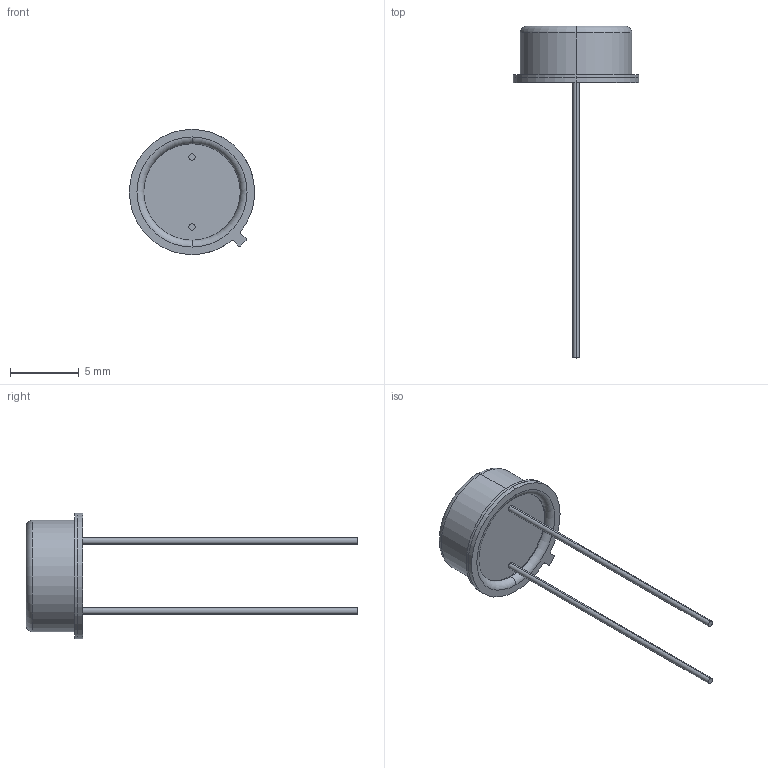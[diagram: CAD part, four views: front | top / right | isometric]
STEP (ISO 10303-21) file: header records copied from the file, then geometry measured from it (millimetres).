
FILE_DESCRIPTION (( 'STEP AP214' ), '1' );
FILE_NAME ('S1226-5BQ.STEP', '2024-12-29T01:40:26', ( '' ), ( '' ), 'SwSTEP 2.0', 'SolidWorks 2022', '' );
FILE_SCHEMA (( 'AUTOMOTIVE_DESIGN' ));
Length unit declared in the file: millimetre
Products named in the file (7): S1226-5BQ; Hamamatsu_TO-5_4mm_can; Hamamatsu_TO-5_Pin; Hamamatsu_TO-5_4mm_epoxy; Hamamatsu_TO-5_4mm_base; Hamamatsu_TO-5_QuartzWindow; Hamamatsu_Die_ActiveArea_2_4mm
Assembly tree (6 placements, depth 2):
  S1226-5BQ
    Hamamatsu_TO-5_4mm_can
    Hamamatsu_TO-5_4mm_base
    Hamamatsu_TO-5_4mm_epoxy
    Hamamatsu_Die_ActiveArea_2_4mm
    Hamamatsu_TO-5_QuartzWindow
    Hamamatsu_TO-5_Pin
Bounding box: 9.1 x 24.1 x 9.1 mm (x, y, z)
Volume: 132 mm3; surface area: 737.2 mm2
Topology: 6 solids, 6 shells, 66 faces, 141 edges, 92 vertices
Faces by surface type: cylinder 36, plane 24, torus 6
Entity records: 2160 total; most frequent: DIRECTION 375, CARTESIAN_POINT 308, ORIENTED_EDGE 282, AXIS2_PLACEMENT_3D 159, EDGE_CURVE 141, VERTEX_POINT 92, CIRCLE 84, EDGE_LOOP 81
